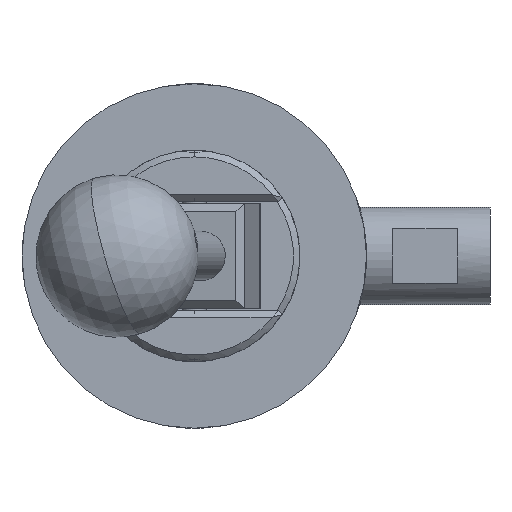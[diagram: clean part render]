
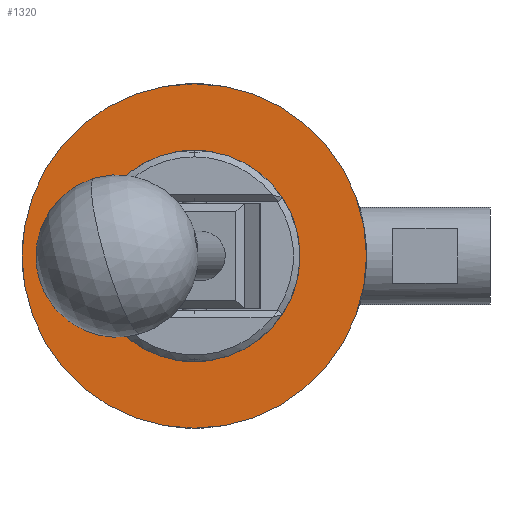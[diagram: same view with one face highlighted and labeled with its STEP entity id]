
A CAD part, front view. The second image highlights one B-rep face of the part: STEP entity #1320.
In plain terms, the highlighted planar face has unit normal (0, -1, 0).
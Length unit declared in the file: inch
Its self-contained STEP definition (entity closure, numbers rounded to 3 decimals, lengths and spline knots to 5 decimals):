
#487 = CIRCLE ( 'NONE', #13332, 1.325 ) ;
#560 = CIRCLE ( 'NONE', #5844, 1.325 ) ;
#1320 = ADVANCED_FACE ( 'NONE', ( #15270, #12327 ), #28441, .F. ) ;
#1708 = DIRECTION ( 'NONE',  ( 0., 0., -1. ) ) ;
#1884 = CARTESIAN_POINT ( 'NONE',  ( 0., -1.1875, -1.325 ) ) ;
#2314 = CARTESIAN_POINT ( 'NONE',  ( 0., -1.1875, 0. ) ) ;
#3934 = DIRECTION ( 'NONE',  ( 0., 0., -1. ) ) ;
#4050 = DIRECTION ( 'NONE',  ( 0., 0., -1. ) ) ;
#4221 = DIRECTION ( 'NONE',  ( 0., 1., 0. ) ) ;
#4628 = CARTESIAN_POINT ( 'NONE',  ( 0., -1.1875, 0. ) ) ;
#4980 = ORIENTED_EDGE ( 'NONE', *, *, #7204, .T. ) ;
#5844 = AXIS2_PLACEMENT_3D ( 'NONE', #2314, #22143, #10739 ) ;
#6841 = VERTEX_POINT ( 'NONE', #1884 ) ;
#6907 = CIRCLE ( 'NONE', #33479, 0.7625 ) ;
#7204 = EDGE_CURVE ( 'NONE', #13401, #30947, #13899, .T. ) ;
#9340 = EDGE_CURVE ( 'NONE', #29233, #6841, #560, .T. ) ;
#10648 = CARTESIAN_POINT ( 'NONE',  ( 0., -1.1875, 0.7625 ) ) ;
#10739 = DIRECTION ( 'NONE',  ( 0., 0., -1. ) ) ;
#12327 = FACE_OUTER_BOUND ( 'NONE', #14975, .T. ) ;
#12479 = EDGE_CURVE ( 'NONE', #6841, #29233, #487, .T. ) ;
#13332 = AXIS2_PLACEMENT_3D ( 'NONE', #4628, #26591, #1708 ) ;
#13401 = VERTEX_POINT ( 'NONE', #35584 ) ;
#13815 = ORIENTED_EDGE ( 'NONE', *, *, #27742, .T. ) ;
#13899 = CIRCLE ( 'NONE', #34062, 0.7625 ) ;
#14975 = EDGE_LOOP ( 'NONE', ( #27226, #33283 ) ) ;
#15270 = FACE_BOUND ( 'NONE', #28791, .T. ) ;
#17714 = DIRECTION ( 'NONE',  ( 0., 1., 0. ) ) ;
#18424 = AXIS2_PLACEMENT_3D ( 'NONE', #28974, #28766, #3934 ) ;
#22143 = DIRECTION ( 'NONE',  ( 0., 1., 0. ) ) ;
#23450 = CARTESIAN_POINT ( 'NONE',  ( 0., -1.1875, 1.325 ) ) ;
#24028 = CARTESIAN_POINT ( 'NONE',  ( 0., -1.1875, 0. ) ) ;
#26591 = DIRECTION ( 'NONE',  ( 0., 1., 0. ) ) ;
#27226 = ORIENTED_EDGE ( 'NONE', *, *, #12479, .F. ) ;
#27742 = EDGE_CURVE ( 'NONE', #30947, #13401, #6907, .T. ) ;
#28441 = PLANE ( 'NONE',  #18424 ) ;
#28766 = DIRECTION ( 'NONE',  ( 0., 1., 0. ) ) ;
#28791 = EDGE_LOOP ( 'NONE', ( #4980, #13815 ) ) ;
#28974 = CARTESIAN_POINT ( 'NONE',  ( -1.325, -1.1875, 0. ) ) ;
#29233 = VERTEX_POINT ( 'NONE', #23450 ) ;
#30947 = VERTEX_POINT ( 'NONE', #10648 ) ;
#31398 = CARTESIAN_POINT ( 'NONE',  ( 0., -1.1875, 0. ) ) ;
#33283 = ORIENTED_EDGE ( 'NONE', *, *, #9340, .F. ) ;
#33479 = AXIS2_PLACEMENT_3D ( 'NONE', #31398, #17714, #4050 ) ;
#34062 = AXIS2_PLACEMENT_3D ( 'NONE', #24028, #4221, #34639 ) ;
#34639 = DIRECTION ( 'NONE',  ( 0., 0., -1. ) ) ;
#35584 = CARTESIAN_POINT ( 'NONE',  ( 0., -1.1875, -0.7625 ) ) ;
